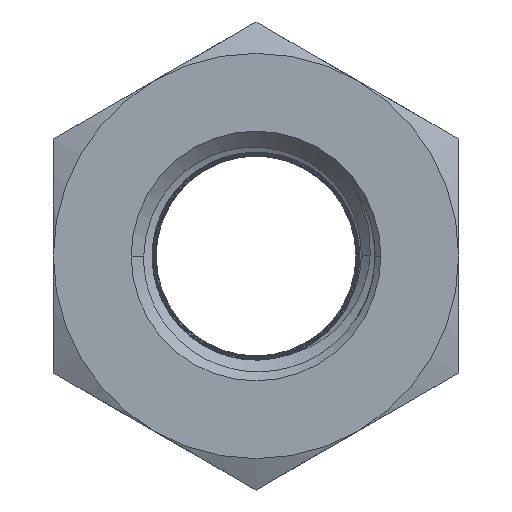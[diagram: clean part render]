
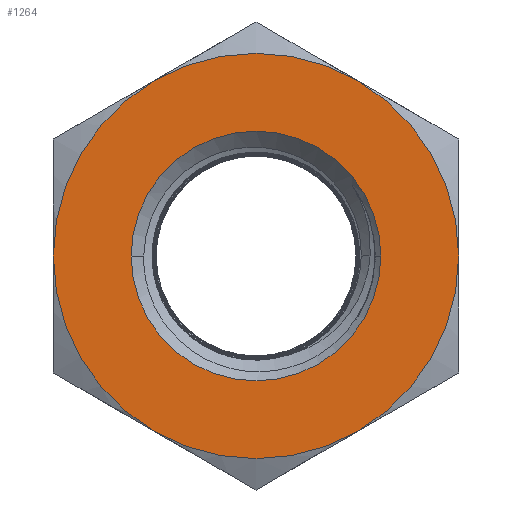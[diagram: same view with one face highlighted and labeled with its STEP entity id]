
A CAD part, left-side view. The second image highlights one B-rep face of the part: STEP entity #1264.
In plain terms, the highlighted planar face has unit normal (-1, 0, 0).
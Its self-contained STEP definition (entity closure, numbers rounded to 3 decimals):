
#55=FACE_BOUND('',#255,.T.);
#65=PLANE('',#1359);
#180=FACE_OUTER_BOUND('',#254,.T.);
#254=EDGE_LOOP('',(#1102,#1103,#1104,#1105,#1106,#1107));
#255=EDGE_LOOP('',(#1108,#1109));
#470=CIRCLE('',#1305,5.379);
#473=CIRCLE('',#1309,5.379);
#481=CIRCLE('',#1345,8.731);
#482=CIRCLE('',#1347,8.731);
#483=CIRCLE('',#1349,8.731);
#484=CIRCLE('',#1351,8.731);
#485=CIRCLE('',#1353,8.731);
#486=CIRCLE('',#1355,8.731);
#545=VERTEX_POINT('',#3329);
#546=VERTEX_POINT('',#3331);
#596=VERTEX_POINT('',#5313);
#599=VERTEX_POINT('',#5331);
#601=VERTEX_POINT('',#5341);
#603=VERTEX_POINT('',#5351);
#605=VERTEX_POINT('',#5361);
#606=VERTEX_POINT('',#5369);
#689=EDGE_CURVE('',#545,#546,#470,.T.);
#696=EDGE_CURVE('',#546,#545,#473,.T.);
#779=EDGE_CURVE('',#596,#603,#481,.T.);
#780=EDGE_CURVE('',#599,#596,#482,.T.);
#781=EDGE_CURVE('',#603,#605,#483,.T.);
#782=EDGE_CURVE('',#605,#606,#484,.T.);
#783=EDGE_CURVE('',#606,#601,#485,.T.);
#784=EDGE_CURVE('',#601,#599,#486,.T.);
#1102=ORIENTED_EDGE('',*,*,#783,.T.);
#1103=ORIENTED_EDGE('',*,*,#784,.T.);
#1104=ORIENTED_EDGE('',*,*,#780,.T.);
#1105=ORIENTED_EDGE('',*,*,#779,.T.);
#1106=ORIENTED_EDGE('',*,*,#781,.T.);
#1107=ORIENTED_EDGE('',*,*,#782,.T.);
#1108=ORIENTED_EDGE('',*,*,#696,.F.);
#1109=ORIENTED_EDGE('',*,*,#689,.F.);
#1264=ADVANCED_FACE('',(#180,#55),#65,.T.);
#1305=AXIS2_PLACEMENT_3D('',#3332,#1450,#1451);
#1309=AXIS2_PLACEMENT_3D('',#3374,#1460,#1461);
#1345=AXIS2_PLACEMENT_3D('',#5377,#1552,#1553);
#1347=AXIS2_PLACEMENT_3D('',#5379,#1556,#1557);
#1349=AXIS2_PLACEMENT_3D('',#5381,#1560,#1561);
#1351=AXIS2_PLACEMENT_3D('',#5383,#1564,#1565);
#1353=AXIS2_PLACEMENT_3D('',#5385,#1568,#1569);
#1355=AXIS2_PLACEMENT_3D('',#5387,#1572,#1573);
#1359=AXIS2_PLACEMENT_3D('',#7700,#1580,#1581);
#1450=DIRECTION('center_axis',(-1.,0.,0.));
#1451=DIRECTION('ref_axis',(0.,0.,1.));
#1460=DIRECTION('center_axis',(-1.,0.,0.));
#1461=DIRECTION('ref_axis',(0.,0.,1.));
#1552=DIRECTION('center_axis',(-1.,0.,0.));
#1553=DIRECTION('ref_axis',(0.,0.,1.));
#1556=DIRECTION('center_axis',(-1.,0.,0.));
#1557=DIRECTION('ref_axis',(0.,0.,1.));
#1560=DIRECTION('center_axis',(-1.,0.,0.));
#1561=DIRECTION('ref_axis',(0.,0.,1.));
#1564=DIRECTION('center_axis',(-1.,0.,0.));
#1565=DIRECTION('ref_axis',(0.,0.,1.));
#1568=DIRECTION('center_axis',(-1.,0.,0.));
#1569=DIRECTION('ref_axis',(0.,0.,1.));
#1572=DIRECTION('center_axis',(-1.,0.,0.));
#1573=DIRECTION('ref_axis',(0.,0.,1.));
#1580=DIRECTION('center_axis',(-1.,0.,0.));
#1581=DIRECTION('ref_axis',(0.,0.,1.));
#3329=CARTESIAN_POINT('',(-8.93,0.,-5.379));
#3331=CARTESIAN_POINT('',(-8.93,0.,5.379));
#3332=CARTESIAN_POINT('Origin',(-8.93,0.,0.));
#3374=CARTESIAN_POINT('Origin',(-8.93,0.,0.));
#5313=CARTESIAN_POINT('',(-8.93,7.561,-4.366));
#5331=CARTESIAN_POINT('',(-8.93,7.561,4.366));
#5341=CARTESIAN_POINT('',(-8.93,0.,8.731));
#5351=CARTESIAN_POINT('',(-8.93,0.,-8.731));
#5361=CARTESIAN_POINT('',(-8.93,-7.561,-4.366));
#5369=CARTESIAN_POINT('',(-8.93,-7.561,4.366));
#5377=CARTESIAN_POINT('Origin',(-8.93,0.,0.));
#5379=CARTESIAN_POINT('Origin',(-8.93,0.,0.));
#5381=CARTESIAN_POINT('Origin',(-8.93,0.,0.));
#5383=CARTESIAN_POINT('Origin',(-8.93,0.,0.));
#5385=CARTESIAN_POINT('Origin',(-8.93,0.,0.));
#5387=CARTESIAN_POINT('Origin',(-8.93,0.,0.));
#7700=CARTESIAN_POINT('Origin',(-8.93,0.,0.));
